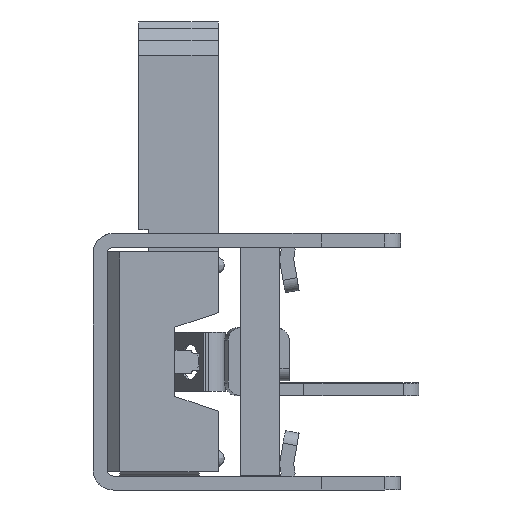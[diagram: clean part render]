
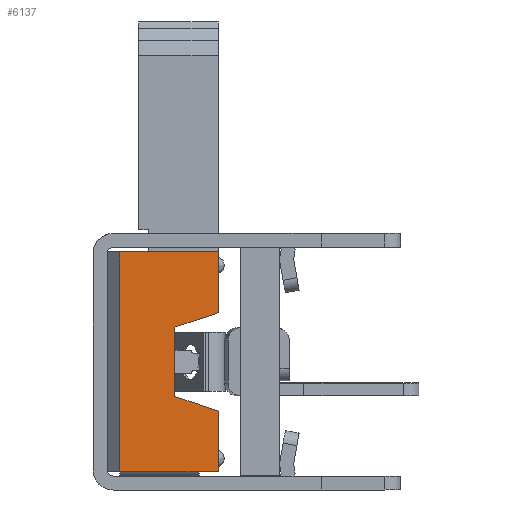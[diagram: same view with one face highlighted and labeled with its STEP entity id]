
A CAD part, left-side view. The second image highlights one B-rep face of the part: STEP entity #6137.
In plain terms, the highlighted planar face has unit normal (-1, 0, 0).
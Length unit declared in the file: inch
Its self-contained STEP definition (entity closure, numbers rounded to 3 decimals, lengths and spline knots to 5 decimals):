
#285=FACE_OUTER_BOUND('',#573,.T.);
#573=EDGE_LOOP('',(#3980,#3981,#3982,#3983,#3984,#3985,#3986,#3987));
#906=LINE('',#8637,#1661);
#907=LINE('',#8639,#1662);
#908=LINE('',#8641,#1663);
#909=LINE('',#8643,#1664);
#910=LINE('',#8645,#1665);
#911=LINE('',#8647,#1666);
#912=LINE('',#8649,#1667);
#913=LINE('',#8650,#1668);
#1661=VECTOR('',#6937,0.3937);
#1662=VECTOR('',#6938,0.3937);
#1663=VECTOR('',#6939,0.3937);
#1664=VECTOR('',#6940,0.3937);
#1665=VECTOR('',#6941,0.3937);
#1666=VECTOR('',#6942,0.3937);
#1667=VECTOR('',#6943,0.3937);
#1668=VECTOR('',#6944,0.3937);
#2425=VERTEX_POINT('',#8635);
#2426=VERTEX_POINT('',#8636);
#2427=VERTEX_POINT('',#8638);
#2428=VERTEX_POINT('',#8640);
#2429=VERTEX_POINT('',#8642);
#2430=VERTEX_POINT('',#8644);
#2431=VERTEX_POINT('',#8646);
#2432=VERTEX_POINT('',#8648);
#3061=EDGE_CURVE('',#2425,#2426,#906,.T.);
#3062=EDGE_CURVE('',#2425,#2427,#907,.T.);
#3063=EDGE_CURVE('',#2428,#2427,#908,.T.);
#3064=EDGE_CURVE('',#2428,#2429,#909,.T.);
#3065=EDGE_CURVE('',#2429,#2430,#910,.T.);
#3066=EDGE_CURVE('',#2430,#2431,#911,.T.);
#3067=EDGE_CURVE('',#2432,#2431,#912,.T.);
#3068=EDGE_CURVE('',#2432,#2426,#913,.T.);
#3980=ORIENTED_EDGE('',*,*,#3061,.F.);
#3981=ORIENTED_EDGE('',*,*,#3062,.T.);
#3982=ORIENTED_EDGE('',*,*,#3063,.F.);
#3983=ORIENTED_EDGE('',*,*,#3064,.T.);
#3984=ORIENTED_EDGE('',*,*,#3065,.T.);
#3985=ORIENTED_EDGE('',*,*,#3066,.T.);
#3986=ORIENTED_EDGE('',*,*,#3067,.F.);
#3987=ORIENTED_EDGE('',*,*,#3068,.T.);
#5620=PLANE('',#6471);
#6137=ADVANCED_FACE('',(#285),#5620,.T.);
#6471=AXIS2_PLACEMENT_3D('',#8634,#6935,#6936);
#6935=DIRECTION('center_axis',(-1.,0.,0.));
#6936=DIRECTION('ref_axis',(0.,0.,
1.));
#6937=DIRECTION('',(0.,0.,1.));
#6938=DIRECTION('',(0.,-1.,0.));
#6939=DIRECTION('',(0.,0.,-1.));
#6940=DIRECTION('',(0.,0.947,0.32));
#6941=DIRECTION('',(0.,0.,1.));
#6942=DIRECTION('',(0.,-0.947,0.32));
#6943=DIRECTION('',(0.,0.,-1.));
#6944=DIRECTION('',(0.,1.,0.));
#8634=CARTESIAN_POINT('Origin',(-0.34298,0.19706,-0.1077));
#8635=CARTESIAN_POINT('',(-0.34298,0.35206,-0.2807));
#8636=CARTESIAN_POINT('',(-0.34298,0.35206,0.0653));
#8637=CARTESIAN_POINT('',(-0.34298,0.35206,-0.1077));
#8638=CARTESIAN_POINT('',(-0.34298,0.19706,-0.2807));
#8639=CARTESIAN_POINT('',(-0.34298,0.19706,-0.2807));
#8640=CARTESIAN_POINT('',(-0.34298,0.19706,-0.1852));
#8641=CARTESIAN_POINT('',(-0.34298,0.19706,-0.1077));
#8642=CARTESIAN_POINT('',(-0.34298,0.26506,-0.1622));
#8643=CARTESIAN_POINT('',(-0.34298,0.24282,-0.16972));
#8644=CARTESIAN_POINT('',(-0.34298,0.26506,-0.0532));
#8645=CARTESIAN_POINT('',(-0.34298,0.26506,-0.08045));
#8646=CARTESIAN_POINT('',(-0.34298,0.19706,-0.0302));
#8647=CARTESIAN_POINT('',(-0.34298,0.20882,-0.03417));
#8648=CARTESIAN_POINT('',(-0.34298,0.19706,0.0653));
#8649=CARTESIAN_POINT('',(-0.34298,0.19706,-0.1077));
#8650=CARTESIAN_POINT('',(-0.34298,0.19706,0.0653));
